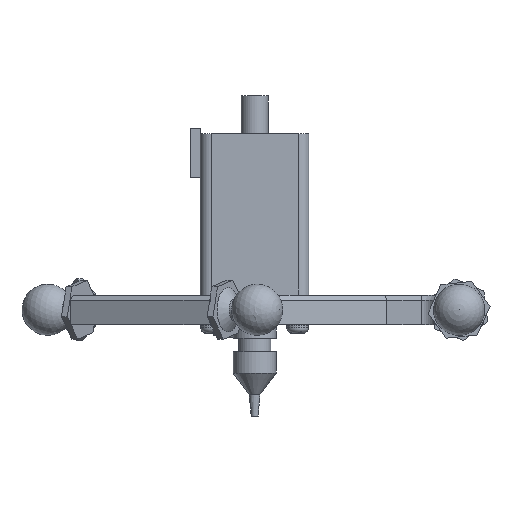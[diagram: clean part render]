
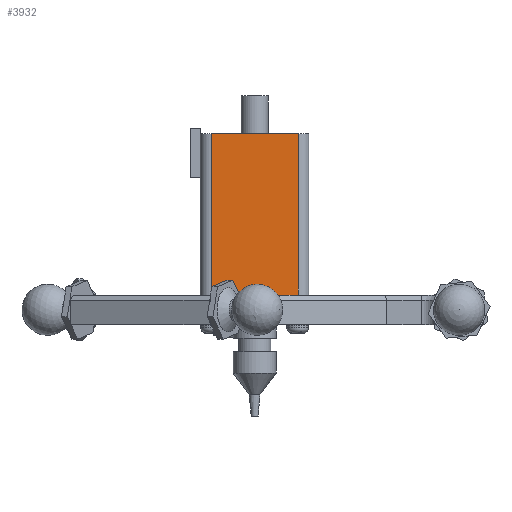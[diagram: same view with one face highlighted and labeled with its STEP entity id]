
A CAD part, left-side view. The second image highlights one B-rep face of the part: STEP entity #3932.
In plain terms, the highlighted face is planar.
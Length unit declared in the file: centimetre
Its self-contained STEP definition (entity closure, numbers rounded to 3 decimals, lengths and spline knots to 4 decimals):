
#1462=VERTEX_POINT('',#5621);
#1463=VERTEX_POINT('',#5623);
#1468=VERTEX_POINT('',#5637);
#1472=VERTEX_POINT('',#5650);
#1749=VECTOR('',#4763,1.);
#1754=VECTOR('',#4777,1.);
#1758=VECTOR('',#4790,1.);
#1759=VECTOR('',#4792,1.);
#2007=LINE('',#5622,#1749);
#2012=LINE('',#5638,#1754);
#2016=LINE('',#5651,#1758);
#2017=LINE('',#5653,#1759);
#2330=EDGE_CURVE('',#1462,#1463,#2007,.T.);
#2338=EDGE_CURVE('',#1468,#1462,#2012,.T.);
#2346=EDGE_CURVE('',#1463,#1472,#2016,.T.);
#2347=EDGE_CURVE('',#1468,#1472,#2017,.T.);
#2991=ORIENTED_EDGE('',*,*,#2338,.F.);
#2992=ORIENTED_EDGE('',*,*,#2347,.T.);
#2993=ORIENTED_EDGE('',*,*,#2346,.F.);
#2994=ORIENTED_EDGE('',*,*,#2330,.F.);
#3432=EDGE_LOOP('',(#2991,#2992,#2993,#2994));
#3717=FACE_BOUND('',#3432,.T.);
#3932=ADVANCED_FACE('',(#3717),#9940,.T.);
#4177=AXIS2_PLACEMENT_3D('',#5652,#4791,$);
#4763=DIRECTION('',(0.,1.,0.));
#4777=DIRECTION('',(0.,0.,1.));
#4790=DIRECTION('',(0.,0.,-1.));
#4791=DIRECTION('',(1.,0.,0.));
#4792=DIRECTION('',(0.,1.,0.));
#5621=CARTESIAN_POINT('',(1.01,-0.81,0.));
#5622=CARTESIAN_POINT('',(1.01,-1.01,0.));
#5623=CARTESIAN_POINT('',(1.01,0.81,0.));
#5637=CARTESIAN_POINT('',(1.01,-0.81,-3.));
#5638=CARTESIAN_POINT('',(1.01,-0.81,0.));
#5650=CARTESIAN_POINT('',(1.01,0.81,-3.));
#5651=CARTESIAN_POINT('',(1.01,0.81,0.));
#5652=CARTESIAN_POINT('',(1.01,0.,0.));
#5653=CARTESIAN_POINT('',(1.01,-1.01,-3.));
#9940=PLANE('',#4177);
